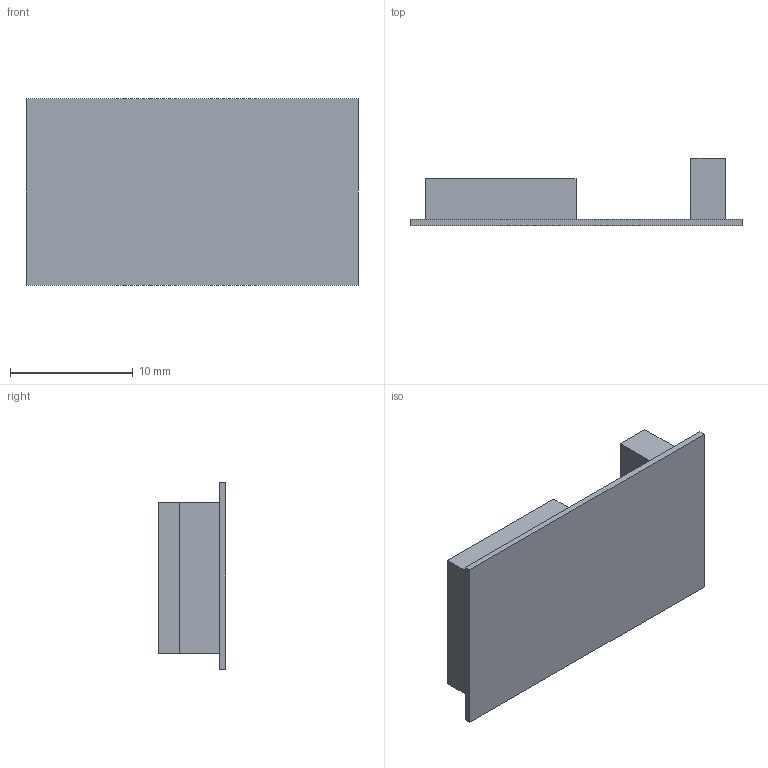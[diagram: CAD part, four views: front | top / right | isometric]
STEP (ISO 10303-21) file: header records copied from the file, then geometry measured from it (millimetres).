
FILE_DESCRIPTION (( 'STEP AP203' ), '1' );
FILE_NAME ('z wave chip fr BAO.STEP', '2017-06-13T02:54:57', ( '' ), ( '' ), 'SwSTEP 2.0', 'SolidWorks 2016', '' );
FILE_SCHEMA (( 'CONFIG_CONTROL_DESIGN' ));
Length unit declared in the file: millimetre
Products named in the file (1): z wave chip fr BAO
Bounding box: 27 x 5.5 x 15.2 mm (x, y, z)
Volume: 815.1 mm3; surface area: 1346.2 mm2
Topology: 1 solids, 1 shells, 52 faces, 108 edges, 72 vertices
Faces by surface type: plane 28, cylinder 24
Entity records: 1477 total; most frequent: DIRECTION 262, CARTESIAN_POINT 233, ORIENTED_EDGE 216, EDGE_CURVE 108, AXIS2_PLACEMENT_3D 101, VERTEX_POINT 72, EDGE_LOOP 66, LINE 60
